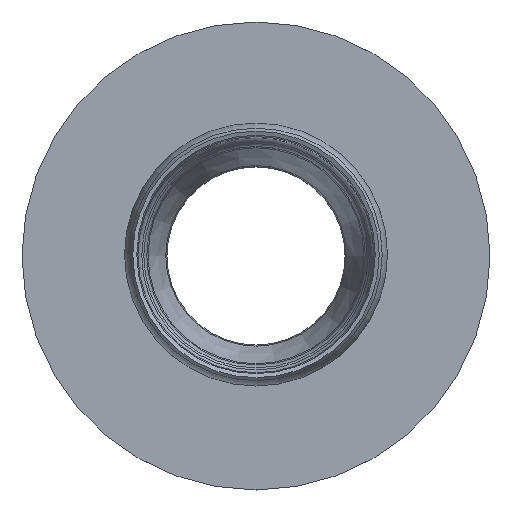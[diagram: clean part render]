
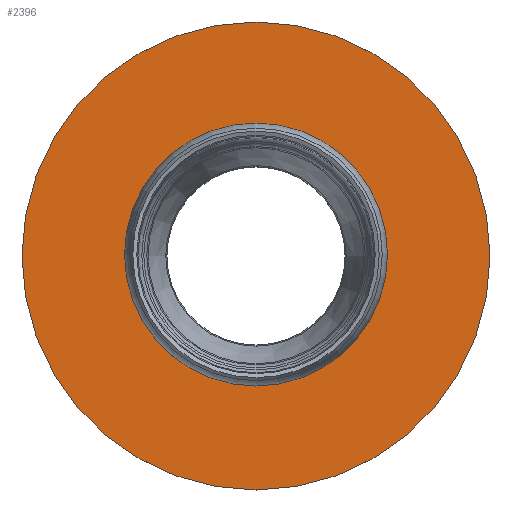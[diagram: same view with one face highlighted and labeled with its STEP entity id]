
A CAD part, top view. The second image highlights one B-rep face of the part: STEP entity #2396.
In plain terms, the highlighted planar face has unit normal (0, 0, 1).
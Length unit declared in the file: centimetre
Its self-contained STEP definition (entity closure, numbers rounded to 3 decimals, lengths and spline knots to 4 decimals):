
#144=FACE_BOUND('',#659,.T.);
#155=CIRCLE('',#2863,105.);
#164=CIRCLE('',#2878,54.9789);
#384=PLANE('',#2880);
#461=FACE_OUTER_BOUND('',#658,.T.);
#658=EDGE_LOOP('',(#1874));
#659=EDGE_LOOP('',(#1875));
#942=VERTEX_POINT('',#6403);
#950=VERTEX_POINT('',#6430);
#1255=EDGE_CURVE('',#942,#942,#155,.T.);
#1267=EDGE_CURVE('',#950,#950,#164,.T.);
#1874=ORIENTED_EDGE('',*,*,#1255,.F.);
#1875=ORIENTED_EDGE('',*,*,#1267,.T.);
#2396=ADVANCED_FACE('',(#461,#144),#384,.T.);
#2863=AXIS2_PLACEMENT_3D('',#6405,#3427,#3428);
#2878=AXIS2_PLACEMENT_3D('',#6431,#3460,#3461);
#2880=AXIS2_PLACEMENT_3D('',#6433,#3464,#3465);
#3427=DIRECTION('center_axis',(0.,0.,-1.));
#3428=DIRECTION('ref_axis',(1.,0.,0.));
#3460=DIRECTION('center_axis',(0.,0.,-1.));
#3461=DIRECTION('ref_axis',(1.,0.,0.));
#3464=DIRECTION('center_axis',(0.,0.,1.));
#3465=DIRECTION('ref_axis',(0.,-1.,0.));
#6403=CARTESIAN_POINT('',(-105.,0.,220.));
#6405=CARTESIAN_POINT('Origin',(0.,0.,220.));
#6430=CARTESIAN_POINT('',(0.,-54.9789,220.));
#6431=CARTESIAN_POINT('Origin',(0.,0.,220.));
#6433=CARTESIAN_POINT('Origin',(105.,0.,220.));
